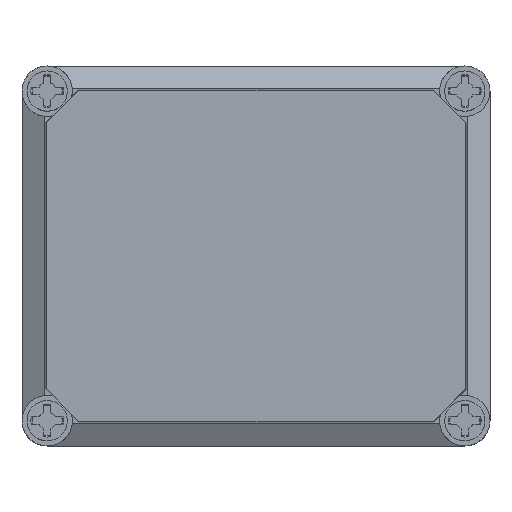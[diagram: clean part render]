
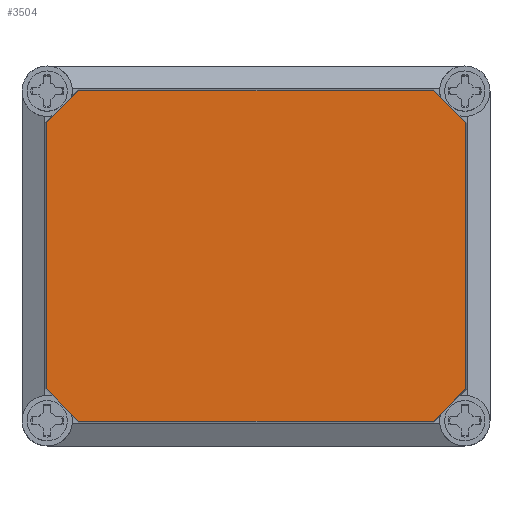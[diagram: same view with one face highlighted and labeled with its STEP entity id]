
A CAD part, top view. The second image highlights one B-rep face of the part: STEP entity #3504.
In plain terms, the highlighted planar face has unit normal (0, 0, 1).
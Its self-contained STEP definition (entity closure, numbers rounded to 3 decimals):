
#3452=AXIS2_PLACEMENT_3D('Plane Axis2P3D',#3449,#3450,#3451) ;
#2702=CARTESIAN_POINT('Vertex',(176.215,22.639,139.)) ;
#2705=CARTESIAN_POINT('Line Origine',(169.788,16.212,139.)) ;
#2709=CARTESIAN_POINT('Vertex',(163.361,9.785,139.)) ;
#3434=CARTESIAN_POINT('Vertex',(176.215,128.361,139.)) ;
#3437=CARTESIAN_POINT('Line Origine',(176.215,75.5,139.)) ;
#3449=CARTESIAN_POINT('Axis2P3D Location',(93.,75.5,139.)) ;
#3454=CARTESIAN_POINT('Line Origine',(9.785,75.5,139.)) ;
#3458=CARTESIAN_POINT('Vertex',(9.785,128.361,139.)) ;
#3460=CARTESIAN_POINT('Vertex',(9.785,22.639,139.)) ;
#3463=CARTESIAN_POINT('Line Origine',(16.212,16.212,139.)) ;
#3467=CARTESIAN_POINT('Vertex',(22.639,9.785,139.)) ;
#3470=CARTESIAN_POINT('Line Origine',(93.,9.785,139.)) ;
#3475=CARTESIAN_POINT('Line Origine',(169.788,134.788,139.)) ;
#3479=CARTESIAN_POINT('Vertex',(163.361,141.215,139.)) ;
#3482=CARTESIAN_POINT('Line Origine',(93.,141.215,139.)) ;
#3486=CARTESIAN_POINT('Vertex',(22.639,141.215,139.)) ;
#3489=CARTESIAN_POINT('Line Origine',(16.212,134.788,139.)) ;
#2706=DIRECTION('Vector Direction',(-0.707,-0.707,0.)) ;
#3438=DIRECTION('Vector Direction',(0.,1.,0.)) ;
#3450=DIRECTION('Axis2P3D Direction',(-0.,0.,1.)) ;
#3451=DIRECTION('Axis2P3D XDirection',(1.,0.,0.)) ;
#3455=DIRECTION('Vector Direction',(0.,-1.,0.)) ;
#3464=DIRECTION('Vector Direction',(-0.707,0.707,0.)) ;
#3471=DIRECTION('Vector Direction',(1.,0.,0.)) ;
#3476=DIRECTION('Vector Direction',(0.707,-0.707,0.)) ;
#3483=DIRECTION('Vector Direction',(-1.,0.,0.)) ;
#3490=DIRECTION('Vector Direction',(0.707,0.707,0.)) ;
#2707=VECTOR('Line Direction',#2706,1.) ;
#3439=VECTOR('Line Direction',#3438,1.) ;
#3456=VECTOR('Line Direction',#3455,1.) ;
#3465=VECTOR('Line Direction',#3464,1.) ;
#3472=VECTOR('Line Direction',#3471,1.) ;
#3477=VECTOR('Line Direction',#3476,1.) ;
#3484=VECTOR('Line Direction',#3483,1.) ;
#3491=VECTOR('Line Direction',#3490,1.) ;
#3495=ORIENTED_EDGE('',*,*,#3462,.T.) ;
#3496=ORIENTED_EDGE('',*,*,#3469,.F.) ;
#3497=ORIENTED_EDGE('',*,*,#3474,.T.) ;
#3498=ORIENTED_EDGE('',*,*,#2711,.F.) ;
#3499=ORIENTED_EDGE('',*,*,#3441,.T.) ;
#3500=ORIENTED_EDGE('',*,*,#3481,.F.) ;
#3501=ORIENTED_EDGE('',*,*,#3488,.T.) ;
#3502=ORIENTED_EDGE('',*,*,#3493,.F.) ;
#3504=ADVANCED_FACE('Deckel',(#3503),#3453,.T.) ;
#2711=EDGE_CURVE('',#2703,#2710,#2708,.T.) ;
#3441=EDGE_CURVE('',#2703,#3435,#3440,.T.) ;
#3462=EDGE_CURVE('',#3459,#3461,#3457,.T.) ;
#3469=EDGE_CURVE('',#3468,#3461,#3466,.T.) ;
#3474=EDGE_CURVE('',#3468,#2710,#3473,.T.) ;
#3481=EDGE_CURVE('',#3480,#3435,#3478,.T.) ;
#3488=EDGE_CURVE('',#3480,#3487,#3485,.T.) ;
#3493=EDGE_CURVE('',#3459,#3487,#3492,.T.) ;
#3494=EDGE_LOOP('',(#3495,#3496,#3497,#3498,#3499,#3500,#3501,#3502)) ;
#3503=FACE_OUTER_BOUND('',#3494,.T.) ;
#2708=LINE('Line',#2705,#2707) ;
#3440=LINE('Line',#3437,#3439) ;
#3457=LINE('Line',#3454,#3456) ;
#3466=LINE('Line',#3463,#3465) ;
#3473=LINE('Line',#3470,#3472) ;
#3478=LINE('Line',#3475,#3477) ;
#3485=LINE('Line',#3482,#3484) ;
#3492=LINE('Line',#3489,#3491) ;
#3453=PLANE('',#3452) ;
#2703=VERTEX_POINT('',#2702) ;
#2710=VERTEX_POINT('',#2709) ;
#3435=VERTEX_POINT('',#3434) ;
#3459=VERTEX_POINT('',#3458) ;
#3461=VERTEX_POINT('',#3460) ;
#3468=VERTEX_POINT('',#3467) ;
#3480=VERTEX_POINT('',#3479) ;
#3487=VERTEX_POINT('',#3486) ;
